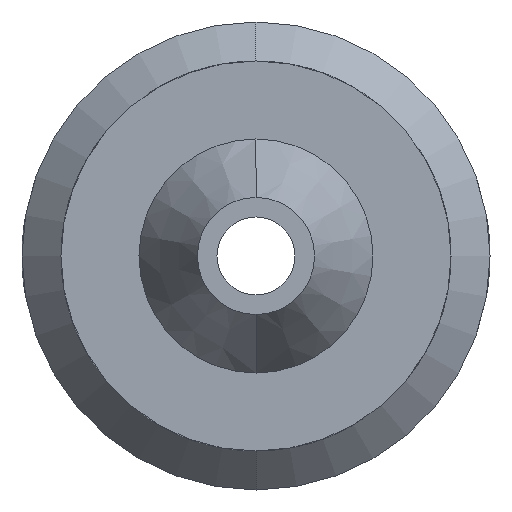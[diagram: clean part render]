
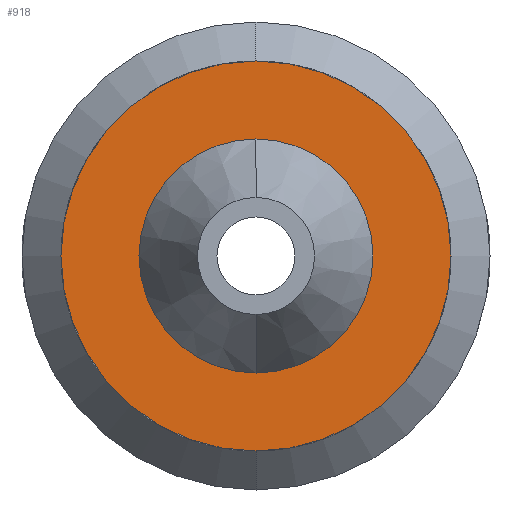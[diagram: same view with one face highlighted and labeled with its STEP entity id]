
A CAD part, front view. The second image highlights one B-rep face of the part: STEP entity #918.
In plain terms, the highlighted planar face has unit normal (0, -1, 0).
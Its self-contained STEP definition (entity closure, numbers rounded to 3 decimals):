
#7 = EDGE_LOOP ( 'NONE', ( #552, #1401 ) ) ;
#32 = CIRCLE ( 'NONE', #1449, 5. ) ;
#33 = CARTESIAN_POINT ( 'NONE',  ( 0., 0., -5. ) ) ;
#35 = CARTESIAN_POINT ( 'NONE',  ( 0., 0., 0. ) ) ;
#47 = VERTEX_POINT ( 'NONE', #1380 ) ;
#93 = DIRECTION ( 'NONE',  ( 0., -1., 0. ) ) ;
#126 = DIRECTION ( 'NONE',  ( 0., 0., -1. ) ) ;
#148 = CARTESIAN_POINT ( 'NONE',  ( 0., 0., 0. ) ) ;
#152 = DIRECTION ( 'NONE',  ( 1., 0., 0. ) ) ;
#155 = EDGE_CURVE ( 'NONE', #1420, #645, #435, .T. ) ;
#217 = VERTEX_POINT ( 'NONE', #1444 ) ;
#231 = CARTESIAN_POINT ( 'NONE',  ( 0., 0., -2.5 ) ) ;
#241 = ORIENTED_EDGE ( 'NONE', *, *, #155, .T. ) ;
#260 = FACE_OUTER_BOUND ( 'NONE', #522, .T. ) ;
#357 = EDGE_CURVE ( 'NONE', #217, #47, #459, .T. ) ;
#435 = CIRCLE ( 'NONE', #1058, 5. ) ;
#440 = CARTESIAN_POINT ( 'NONE',  ( 0., 0., 0. ) ) ;
#459 = CIRCLE ( 'NONE', #891, 2.5 ) ;
#483 = PLANE ( 'NONE',  #708 ) ;
#522 = EDGE_LOOP ( 'NONE', ( #716, #241 ) ) ;
#552 = ORIENTED_EDGE ( 'NONE', *, *, #357, .F. ) ;
#644 = DIRECTION ( 'NONE',  ( 0., -1., 0. ) ) ;
#645 = VERTEX_POINT ( 'NONE', #33 ) ;
#708 = AXIS2_PLACEMENT_3D ( 'NONE', #231, #93, #126 ) ;
#716 = ORIENTED_EDGE ( 'NONE', *, *, #1356, .T. ) ;
#733 = AXIS2_PLACEMENT_3D ( 'NONE', #148, #644, #1183 ) ;
#810 = DIRECTION ( 'NONE',  ( 0., -1., 0. ) ) ;
#814 = CARTESIAN_POINT ( 'NONE',  ( 0., 0., 5. ) ) ;
#891 = AXIS2_PLACEMENT_3D ( 'NONE', #1396, #995, #1110 ) ;
#918 = ADVANCED_FACE ( 'NONE', ( #1409, #260 ), #483, .T. ) ;
#995 = DIRECTION ( 'NONE',  ( 0., -1., 0. ) ) ;
#1058 = AXIS2_PLACEMENT_3D ( 'NONE', #35, #810, #152 ) ;
#1102 = DIRECTION ( 'NONE',  ( 0., -1., 0. ) ) ;
#1110 = DIRECTION ( 'NONE',  ( 1., 0., 0. ) ) ;
#1183 = DIRECTION ( 'NONE',  ( 1., 0., 0. ) ) ;
#1356 = EDGE_CURVE ( 'NONE', #645, #1420, #32, .T. ) ;
#1380 = CARTESIAN_POINT ( 'NONE',  ( 0., 0., 2.5 ) ) ;
#1396 = CARTESIAN_POINT ( 'NONE',  ( 0., 0., 0. ) ) ;
#1401 = ORIENTED_EDGE ( 'NONE', *, *, #1660, .F. ) ;
#1409 = FACE_BOUND ( 'NONE', #7, .T. ) ;
#1419 = CIRCLE ( 'NONE', #733, 2.5 ) ;
#1420 = VERTEX_POINT ( 'NONE', #814 ) ;
#1444 = CARTESIAN_POINT ( 'NONE',  ( 0., 0., -2.5 ) ) ;
#1449 = AXIS2_PLACEMENT_3D ( 'NONE', #440, #1102, #1481 ) ;
#1481 = DIRECTION ( 'NONE',  ( 1., 0., 0. ) ) ;
#1660 = EDGE_CURVE ( 'NONE', #47, #217, #1419, .T. ) ;
